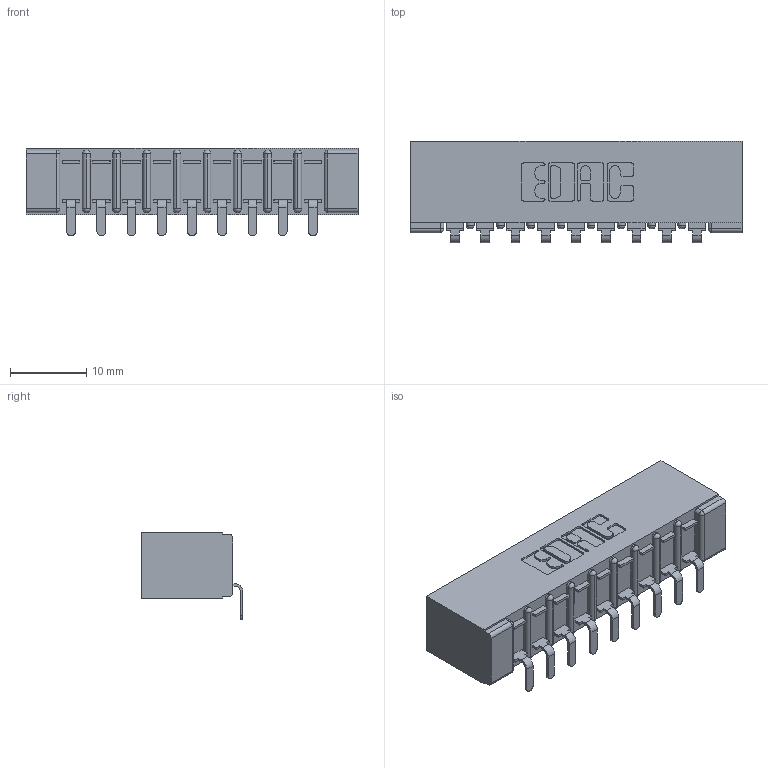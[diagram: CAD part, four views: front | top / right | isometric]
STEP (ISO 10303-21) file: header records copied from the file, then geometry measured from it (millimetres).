
FILE_DESCRIPTION (( 'STEP AP203' ), '1' );
FILE_NAME ('307-009-453-101.STEP', '2020-09-25T06:12:02', ( '' ), ( '' ), 'SwSTEP 2.0', 'SolidWorks 2020', '' );
FILE_SCHEMA (( 'CONFIG_CONTROL_DESIGN' ));
Length unit declared in the file: inch
Products named in the file (3): 307 Part_No Mounting Lugs; 307-290-002_553; 307-009-453-101
Assembly tree (10 placements, depth 2):
  307-009-453-101
    307 Part_No Mounting Lugs
    307-290-002_553  x9
Bounding box: 43.54 x 13.32 x 11.51 mm (x, y, z)
Volume: 3109.6 mm3; surface area: 5442.9 mm2
Topology: 10 solids, 10 shells, 822 faces, 2495 edges, 1634 vertices
Faces by surface type: plane 489, cylinder 313, sphere 20
Entity records: 12360 total; most frequent: CARTESIAN_POINT 2080, ORIENTED_EDGE 2070, DIRECTION 2035, EDGE_CURVE 1035, LINE 777, VECTOR 777, VERTEX_POINT 674, AXIS2_PLACEMENT_3D 629
